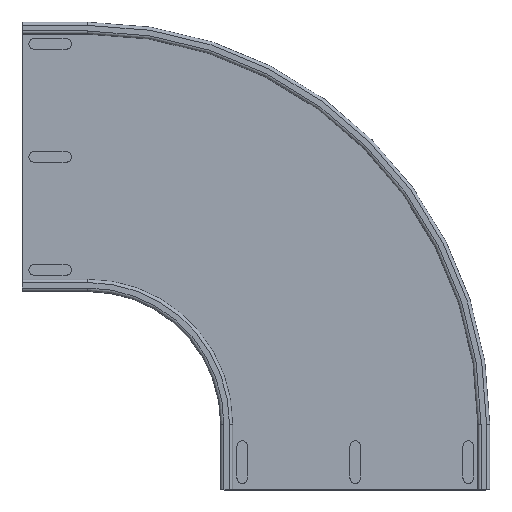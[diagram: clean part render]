
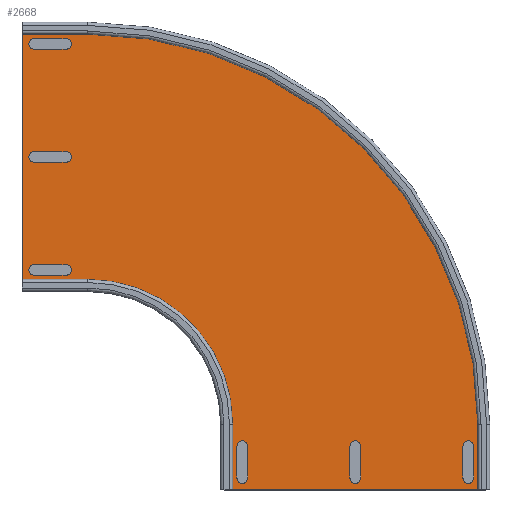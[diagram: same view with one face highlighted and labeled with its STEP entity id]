
A CAD part, top view. The second image highlights one B-rep face of the part: STEP entity #2668.
In plain terms, the highlighted planar face has unit normal (0, 0, 1).
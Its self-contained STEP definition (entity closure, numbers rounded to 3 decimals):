
#154=PLANE('',#2948);
#292=FACE_OUTER_BOUND('',#442,.T.);
#442=EDGE_LOOP('',(#2250,#2251,#2252,#2253,#2254,#2255,#2256,#2257));
#494=LINE('',#3980,#706);
#565=LINE('',#4220,#777);
#569=LINE('',#4225,#781);
#616=LINE('',#4477,#828);
#617=LINE('',#4480,#829);
#618=LINE('',#4481,#830);
#706=VECTOR('',#3074,1.);
#777=VECTOR('',#3313,1.);
#781=VECTOR('',#3319,1.);
#828=VECTOR('',#3644,1.);
#829=VECTOR('',#3647,1.);
#830=VECTOR('',#3648,1.);
#999=CIRCLE('',#2861,102.9);
#1001=CIRCLE('',#2864,299.498);
#1115=VERTEX_POINT('',#3977);
#1116=VERTEX_POINT('',#3979);
#1200=VERTEX_POINT('',#4216);
#1201=VERTEX_POINT('',#4218);
#1223=VERTEX_POINT('',#4307);
#1225=VERTEX_POINT('',#4312);
#1267=VERTEX_POINT('',#4475);
#1268=VERTEX_POINT('',#4479);
#1403=EDGE_CURVE('',#1115,#1116,#494,.T.);
#1521=EDGE_CURVE('',#1200,#1201,#565,.T.);
#1525=EDGE_CURVE('',#1200,#1115,#569,.T.);
#1568=EDGE_CURVE('',#1223,#1116,#999,.T.);
#1570=EDGE_CURVE('',#1225,#1201,#1001,.T.);
#1652=EDGE_CURVE('',#1225,#1267,#616,.T.);
#1653=EDGE_CURVE('',#1268,#1267,#617,.T.);
#1654=EDGE_CURVE('',#1223,#1268,#618,.T.);
#2250=ORIENTED_EDGE('',*,*,#1570,.F.);
#2251=ORIENTED_EDGE('',*,*,#1652,.T.);
#2252=ORIENTED_EDGE('',*,*,#1653,.F.);
#2253=ORIENTED_EDGE('',*,*,#1654,.F.);
#2254=ORIENTED_EDGE('',*,*,#1568,.T.);
#2255=ORIENTED_EDGE('',*,*,#1403,.F.);
#2256=ORIENTED_EDGE('',*,*,#1525,.F.);
#2257=ORIENTED_EDGE('',*,*,#1521,.T.);
#2668=ADVANCED_FACE('',(#292),#154,.T.);
#2861=AXIS2_PLACEMENT_3D('',#4309,#3433,#3434);
#2864=AXIS2_PLACEMENT_3D('',#4314,#3439,#3440);
#2948=AXIS2_PLACEMENT_3D('',#4478,#3645,#3646);
#3074=DIRECTION('',(0.,1.,0.));
#3313=DIRECTION('',(0.,1.,0.));
#3319=DIRECTION('',(-1.,0.,0.));
#3433=DIRECTION('center_axis',(0.,0.,-1.));
#3434=DIRECTION('ref_axis',(0.,1.,0.));
#3439=DIRECTION('center_axis',(0.,0.,-1.));
#3440=DIRECTION('ref_axis',(0.,1.,0.));
#3644=DIRECTION('',(-1.,0.,0.));
#3645=DIRECTION('center_axis',(0.,0.,1.));
#3646=DIRECTION('ref_axis',(0.,1.,0.));
#3647=DIRECTION('',(0.,1.,0.));
#3648=DIRECTION('',(-1.,0.,0.));
#3977=CARTESIAN_POINT('',(164.026,-130.16,0.9));
#3979=CARTESIAN_POINT('',(164.026,-80.86,0.9));
#3980=CARTESIAN_POINT('',(164.026,-130.16,0.9));
#4216=CARTESIAN_POINT('',(360.624,-130.16,0.9));
#4218=CARTESIAN_POINT('',(360.624,-80.86,0.9));
#4220=CARTESIAN_POINT('',(360.624,-130.16,0.9));
#4225=CARTESIAN_POINT('',(312.325,-130.16,0.9));
#4307=CARTESIAN_POINT('',(61.126,22.04,0.9));
#4309=CARTESIAN_POINT('Origin',(61.126,-80.86,0.9));
#4312=CARTESIAN_POINT('',(61.126,218.638,0.9));
#4314=CARTESIAN_POINT('Origin',(61.126,-80.86,0.9));
#4475=CARTESIAN_POINT('',(11.826,218.638,0.9));
#4477=CARTESIAN_POINT('',(61.126,218.638,0.9));
#4478=CARTESIAN_POINT('Origin',(61.126,22.04,0.9));
#4479=CARTESIAN_POINT('',(11.826,22.04,0.9));
#4480=CARTESIAN_POINT('',(11.826,22.04,0.9));
#4481=CARTESIAN_POINT('',(61.126,22.04,0.9));
